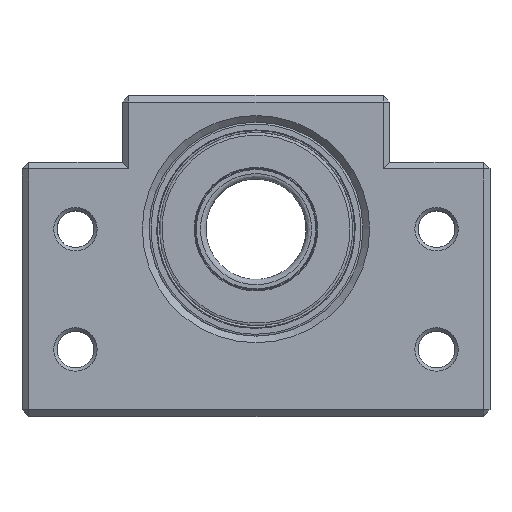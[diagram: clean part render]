
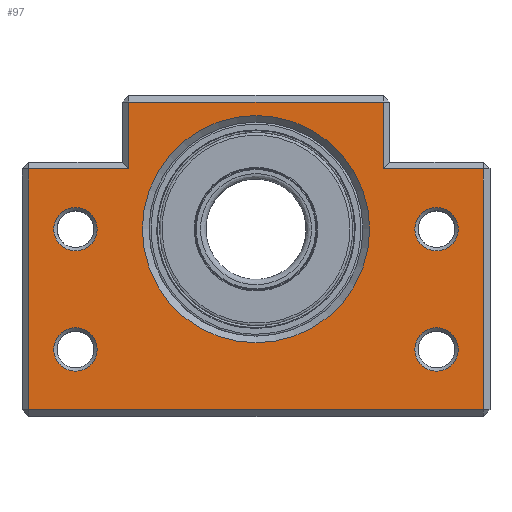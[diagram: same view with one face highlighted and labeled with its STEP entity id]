
A CAD part, top view. The second image highlights one B-rep face of the part: STEP entity #97.
In plain terms, the highlighted planar face has unit normal (0, 0, 1).
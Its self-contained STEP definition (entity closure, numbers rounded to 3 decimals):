
#97 = ADVANCED_FACE ( 'NONE', ( #698, #701, #705, #707, #699, #702 ), #1388, .T. ) ;
#284 = AXIS2_PLACEMENT_3D ( 'NONE', #1385, #1426, #1427 ) ;
#327 = EDGE_LOOP ( 'NONE', ( #4112 ) ) ;
#698 = FACE_OUTER_BOUND ( 'NONE', #925, .T. ) ;
#699 = FACE_BOUND ( 'NONE', #3994, .T. ) ;
#701 = FACE_BOUND ( 'NONE', #4581, .T. ) ;
#702 = FACE_BOUND ( 'NONE', #327, .T. ) ;
#705 = FACE_BOUND ( 'NONE', #4011, .T. ) ;
#707 = FACE_BOUND ( 'NONE', #4545, .T. ) ;
#858 = LINE ( 'NONE', #2731, #862 ) ;
#860 = CIRCLE ( 'NONE', #3115, 3.25 ) ;
#862 = VECTOR ( 'NONE', #2732, 1000. ) ;
#865 = CIRCLE ( 'NONE', #3099, 3.25 ) ;
#868 = CIRCLE ( 'NONE', #3120, 3.25 ) ;
#871 = CIRCLE ( 'NONE', #3114, 3.25 ) ;
#887 = LINE ( 'NONE', #2779, #4064 ) ;
#891 = LINE ( 'NONE', #2774, #893 ) ;
#893 = VECTOR ( 'NONE', #2775, 1000. ) ;
#895 = LINE ( 'NONE', #2776, #897 ) ;
#897 = VECTOR ( 'NONE', #2780, 1000. ) ;
#899 = LINE ( 'NONE', #2781, #900 ) ;
#900 = VECTOR ( 'NONE', #2782, 1000. ) ;
#901 = LINE ( 'NONE', #2783, #902 ) ;
#902 = VECTOR ( 'NONE', #2784, 1000. ) ;
#903 = LINE ( 'NONE', #2785, #904 ) ;
#904 = VECTOR ( 'NONE', #2786, 1000. ) ;
#905 = LINE ( 'NONE', #2788, #4030 ) ;
#925 = EDGE_LOOP ( 'NONE', ( #4536, #4537, #4022, #4020, #4024, #4023, #4053, #4043 ) ) ;
#1385 = CARTESIAN_POINT ( 'NONE',  ( -35., 0., 10. ) ) ;
#1388 = PLANE ( 'NONE',  #284 ) ;
#1426 = DIRECTION ( 'NONE',  ( 0., 0., 1. ) ) ;
#1427 = DIRECTION ( 'NONE',  ( 1., 0., 0. ) ) ;
#2716 = CARTESIAN_POINT ( 'NONE',  ( -27., 28., 10. ) ) ;
#2723 = DIRECTION ( 'NONE',  ( 0., 0., -1. ) ) ;
#2724 = DIRECTION ( 'NONE',  ( 1., 0., 0. ) ) ;
#2725 = CARTESIAN_POINT ( 'NONE',  ( -27., 10., 10. ) ) ;
#2731 = CARTESIAN_POINT ( 'NONE',  ( -35., 37., 10. ) ) ;
#2732 = DIRECTION ( 'NONE',  ( 1., 0., 0. ) ) ;
#2733 = CARTESIAN_POINT ( 'NONE',  ( 27., 28., 10. ) ) ;
#2734 = DIRECTION ( 'NONE',  ( 0., 0., -1. ) ) ;
#2735 = DIRECTION ( 'NONE',  ( 1., 0., 0. ) ) ;
#2736 = CARTESIAN_POINT ( 'NONE',  ( 27., 10., 10. ) ) ;
#2739 = DIRECTION ( 'NONE',  ( 0., 0., -1. ) ) ;
#2740 = DIRECTION ( 'NONE',  ( 1., 0., 0. ) ) ;
#2744 = DIRECTION ( 'NONE',  ( 0., 0., -1. ) ) ;
#2745 = DIRECTION ( 'NONE',  ( 1., 0., 0. ) ) ;
#2774 = CARTESIAN_POINT ( 'NONE',  ( -34., 0., 10. ) ) ;
#2775 = DIRECTION ( 'NONE',  ( 0., 1., 0. ) ) ;
#2776 = CARTESIAN_POINT ( 'NONE',  ( -35., 47., 10. ) ) ;
#2779 = CARTESIAN_POINT ( 'NONE',  ( 34., 0., 10. ) ) ;
#2780 = DIRECTION ( 'NONE',  ( 1., 0., 0. ) ) ;
#2781 = CARTESIAN_POINT ( 'NONE',  ( 19., 0., 10. ) ) ;
#2782 = DIRECTION ( 'NONE',  ( 0., -1., 0. ) ) ;
#2783 = CARTESIAN_POINT ( 'NONE',  ( -35., 37., 10. ) ) ;
#2784 = DIRECTION ( 'NONE',  ( 1., 0., 0. ) ) ;
#2785 = CARTESIAN_POINT ( 'NONE',  ( -19., 0., 10. ) ) ;
#2786 = DIRECTION ( 'NONE',  ( 0., 1., 0. ) ) ;
#2788 = CARTESIAN_POINT ( 'NONE',  ( -35., 1., 10. ) ) ;
#2789 = DIRECTION ( 'NONE',  ( -1., 0., 0. ) ) ;
#2790 = CARTESIAN_POINT ( 'NONE',  ( 0., 28., 10. ) ) ;
#2791 = DIRECTION ( 'NONE',  ( 0., -1., 0. ) ) ;
#2795 = DIRECTION ( 'NONE',  ( 0., 0., -1. ) ) ;
#2796 = DIRECTION ( 'NONE',  ( 0., -1., 0. ) ) ;
#3099 = AXIS2_PLACEMENT_3D ( 'NONE', #2725, #2734, #2735 ) ;
#3114 = AXIS2_PLACEMENT_3D ( 'NONE', #2736, #2744, #2745 ) ;
#3115 = AXIS2_PLACEMENT_3D ( 'NONE', #2716, #2723, #2724 ) ;
#3120 = AXIS2_PLACEMENT_3D ( 'NONE', #2733, #2739, #2740 ) ;
#3124 = AXIS2_PLACEMENT_3D ( 'NONE', #2790, #2795, #2796 ) ;
#3182 = CIRCLE ( 'NONE', #3124, 17. ) ;
#3722 = CARTESIAN_POINT ( 'NONE',  ( 19., 47., 10. ) ) ;
#3725 = CARTESIAN_POINT ( 'NONE',  ( -19., 37., 10. ) ) ;
#3727 = CARTESIAN_POINT ( 'NONE',  ( 34., 1., 10. ) ) ;
#3733 = CARTESIAN_POINT ( 'NONE',  ( 19., 37., 10. ) ) ;
#3739 = CARTESIAN_POINT ( 'NONE',  ( -34., 37., 10. ) ) ;
#3741 = CARTESIAN_POINT ( 'NONE',  ( 34., 37., 10. ) ) ;
#3744 = CARTESIAN_POINT ( 'NONE',  ( -34., 1., 10. ) ) ;
#3746 = CARTESIAN_POINT ( 'NONE',  ( -19., 47., 10. ) ) ;
#3839 = VERTEX_POINT ( 'NONE', #3840 ) ;
#3840 = CARTESIAN_POINT ( 'NONE',  ( -23.75, 28., 10. ) ) ;
#3845 = VERTEX_POINT ( 'NONE', #3846 ) ;
#3846 = CARTESIAN_POINT ( 'NONE',  ( -23.75, 10., 10. ) ) ;
#3849 = VERTEX_POINT ( 'NONE', #3850 ) ;
#3850 = CARTESIAN_POINT ( 'NONE',  ( 30.25, 28., 10. ) ) ;
#3851 = VERTEX_POINT ( 'NONE', #3852 ) ;
#3852 = CARTESIAN_POINT ( 'NONE',  ( 30.25, 10., 10. ) ) ;
#3859 = VERTEX_POINT ( 'NONE', #3860 ) ;
#3860 = CARTESIAN_POINT ( 'NONE',  ( 0., 11., 10. ) ) ;
#3994 = EDGE_LOOP ( 'NONE', ( #4071 ) ) ;
#4011 = EDGE_LOOP ( 'NONE', ( #4054 ) ) ;
#4020 = ORIENTED_EDGE ( 'NONE', *, *, #4159, .F. ) ;
#4022 = ORIENTED_EDGE ( 'NONE', *, *, #4156, .F. ) ;
#4023 = ORIENTED_EDGE ( 'NONE', *, *, #4154, .F. ) ;
#4024 = ORIENTED_EDGE ( 'NONE', *, *, #4135, .F. ) ;
#4030 = VECTOR ( 'NONE', #2789, 1000. ) ;
#4043 = ORIENTED_EDGE ( 'NONE', *, *, #4161, .F. ) ;
#4053 = ORIENTED_EDGE ( 'NONE', *, *, #4160, .F. ) ;
#4054 = ORIENTED_EDGE ( 'NONE', *, *, #4132, .T. ) ;
#4055 = ORIENTED_EDGE ( 'NONE', *, *, #4163, .T. ) ;
#4064 = VECTOR ( 'NONE', #2791, 1000. ) ;
#4067 = ORIENTED_EDGE ( 'NONE', *, *, #4136, .T. ) ;
#4071 = ORIENTED_EDGE ( 'NONE', *, *, #4138, .T. ) ;
#4112 = ORIENTED_EDGE ( 'NONE', *, *, #4140, .T. ) ;
#4132 = EDGE_CURVE ( 'NONE', #3839, #3839, #860, .T. ) ;
#4135 = EDGE_CURVE ( 'NONE', #4650, #4636, #858, .T. ) ;
#4136 = EDGE_CURVE ( 'NONE', #3845, #3845, #865, .T. ) ;
#4138 = EDGE_CURVE ( 'NONE', #3849, #3849, #868, .T. ) ;
#4140 = EDGE_CURVE ( 'NONE', #3851, #3851, #871, .T. ) ;
#4154 = EDGE_CURVE ( 'NONE', #4655, #4650, #891, .T. ) ;
#4156 = EDGE_CURVE ( 'NONE', #4657, #4633, #895, .T. ) ;
#4157 = EDGE_CURVE ( 'NONE', #4633, #4644, #899, .T. ) ;
#4158 = EDGE_CURVE ( 'NONE', #4644, #4652, #901, .T. ) ;
#4159 = EDGE_CURVE ( 'NONE', #4636, #4657, #903, .T. ) ;
#4160 = EDGE_CURVE ( 'NONE', #4638, #4655, #905, .T. ) ;
#4161 = EDGE_CURVE ( 'NONE', #4652, #4638, #887, .T. ) ;
#4163 = EDGE_CURVE ( 'NONE', #3859, #3859, #3182, .T. ) ;
#4536 = ORIENTED_EDGE ( 'NONE', *, *, #4158, .F. ) ;
#4537 = ORIENTED_EDGE ( 'NONE', *, *, #4157, .F. ) ;
#4545 = EDGE_LOOP ( 'NONE', ( #4067 ) ) ;
#4581 = EDGE_LOOP ( 'NONE', ( #4055 ) ) ;
#4633 = VERTEX_POINT ( 'NONE', #3722 ) ;
#4636 = VERTEX_POINT ( 'NONE', #3725 ) ;
#4638 = VERTEX_POINT ( 'NONE', #3727 ) ;
#4644 = VERTEX_POINT ( 'NONE', #3733 ) ;
#4650 = VERTEX_POINT ( 'NONE', #3739 ) ;
#4652 = VERTEX_POINT ( 'NONE', #3741 ) ;
#4655 = VERTEX_POINT ( 'NONE', #3744 ) ;
#4657 = VERTEX_POINT ( 'NONE', #3746 ) ;
